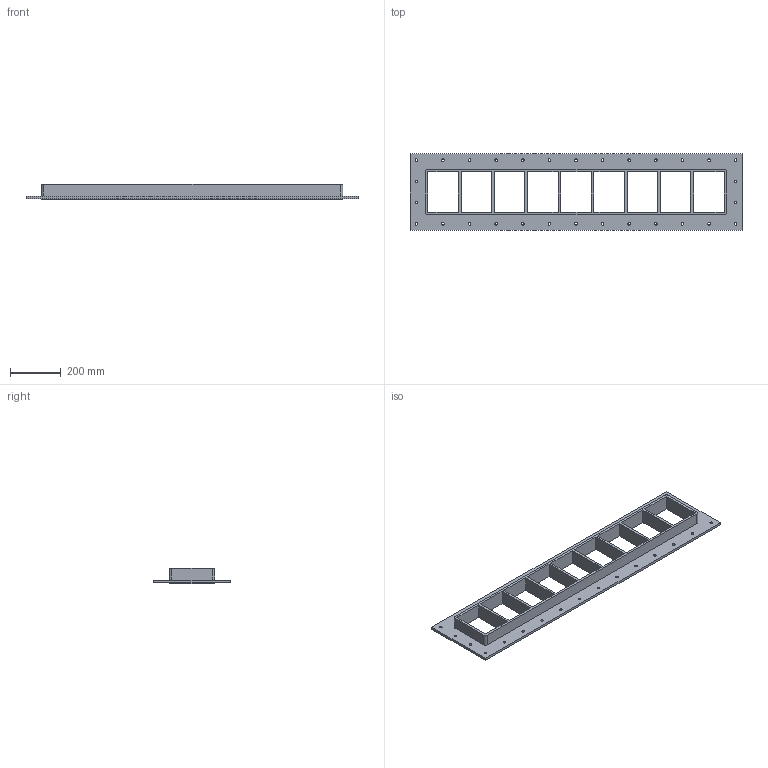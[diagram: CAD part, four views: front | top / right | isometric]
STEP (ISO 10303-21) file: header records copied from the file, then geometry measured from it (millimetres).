
FILE_DESCRIPTION((''),'2;1');
FILE_NAME('SFHM4X9.stp','2017-01-17T17:23:19',(''),(''),'Autodesk Inventor 2013','Autodesk Inventor 2013','');
FILE_SCHEMA(('AUTOMOTIVE_DESIGN { 1 0 10303 214 1 1 1 1 }'));
Length unit declared in the file: millimetre
Products named in the file (1): RTD-FRAME GENERATOR SF-LABB
Bounding box: 1304.5 x 299.5 x 60 mm (x, y, z)
Volume: 4128930.9 mm3; surface area: 910162.2 mm2
Topology: 1 solids, 1 shells, 90 faces, 288 edges, 202 vertices
Faces by surface type: plane 52, cylinder 38
Full cylindrical faces by diameter (mm): 10.5 x30
Entity records: 2990 total; most frequent: CARTESIAN_POINT 491, DIRECTION 486, ORIENTED_EDGE 456, EDGE_CURVE 228, EDGE_LOOP 200, VERTEX_POINT 172, AXIS2_PLACEMENT_3D 167, VECTOR 152
